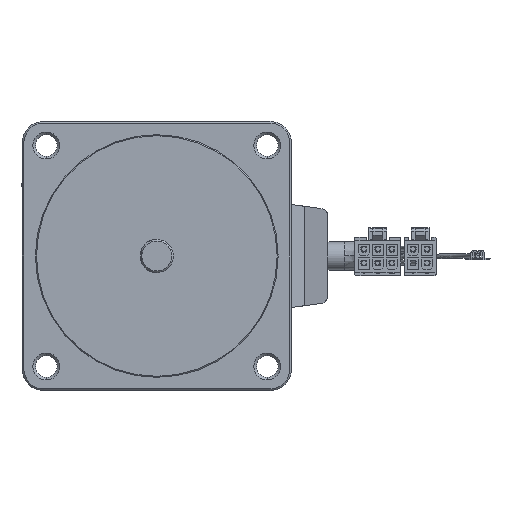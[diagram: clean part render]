
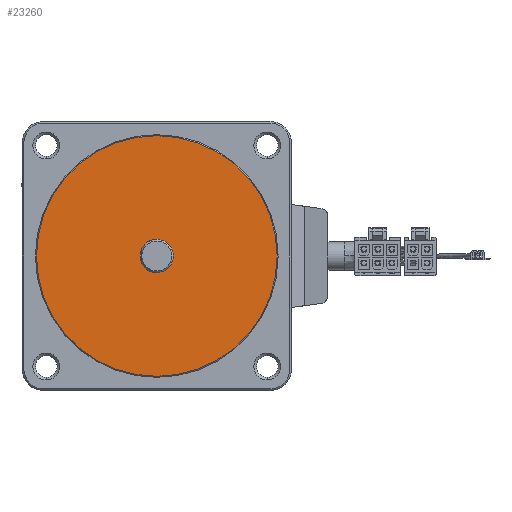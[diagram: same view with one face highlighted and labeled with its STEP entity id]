
A CAD part, left-side view. The second image highlights one B-rep face of the part: STEP entity #23260.
In plain terms, the highlighted face is planar.
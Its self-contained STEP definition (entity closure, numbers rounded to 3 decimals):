
#1100 = ORIENTED_EDGE ( 'NONE', *, *, #6241, .F. ) ;
#1312 = CIRCLE ( 'NONE', #21771, 5. ) ;
#3320 = CIRCLE ( 'NONE', #28908, 36.2 ) ;
#3841 = VERTEX_POINT ( 'NONE', #4101 ) ;
#4101 = CARTESIAN_POINT ( 'NONE',  ( 5., 0., -10. ) ) ;
#4250 = CARTESIAN_POINT ( 'NONE',  ( 0., 0., -10. ) ) ;
#4765 = DIRECTION ( 'NONE',  ( 0., 0., -1. ) ) ;
#5417 = AXIS2_PLACEMENT_3D ( 'NONE', #18123, #4765, #20378 ) ;
#6241 = EDGE_CURVE ( 'NONE', #10286, #27457, #3320, .T. ) ;
#6756 = EDGE_CURVE ( 'NONE', #27457, #10286, #9947, .T. ) ;
#7570 = CARTESIAN_POINT ( 'NONE',  ( -5., 0., -10. ) ) ;
#7710 = AXIS2_PLACEMENT_3D ( 'NONE', #4250, #24375, #10989 ) ;
#8146 = CARTESIAN_POINT ( 'NONE',  ( 0., 0., -10. ) ) ;
#8330 = VERTEX_POINT ( 'NONE', #7570 ) ;
#8462 = ORIENTED_EDGE ( 'NONE', *, *, #10967, .F. ) ;
#8727 = PLANE ( 'NONE',  #7710 ) ;
#8996 = FACE_OUTER_BOUND ( 'NONE', #13181, .T. ) ;
#9947 = CIRCLE ( 'NONE', #17306, 36.2 ) ;
#10286 = VERTEX_POINT ( 'NONE', #26197 ) ;
#10406 = FACE_BOUND ( 'NONE', #18136, .T. ) ;
#10410 = DIRECTION ( 'NONE',  ( 1., 0., 0. ) ) ;
#10775 = CARTESIAN_POINT ( 'NONE',  ( 0., 0., -10. ) ) ;
#10967 = EDGE_CURVE ( 'NONE', #8330, #3841, #24157, .T. ) ;
#10989 = DIRECTION ( 'NONE',  ( 1., 0., 0. ) ) ;
#11973 = DIRECTION ( 'NONE',  ( 0., 0., 1. ) ) ;
#12763 = ORIENTED_EDGE ( 'NONE', *, *, #6756, .F. ) ;
#13018 = DIRECTION ( 'NONE',  ( 1., 0., 0. ) ) ;
#13181 = EDGE_LOOP ( 'NONE', ( #12763, #1100 ) ) ;
#13371 = ORIENTED_EDGE ( 'NONE', *, *, #23091, .F. ) ;
#13827 = CARTESIAN_POINT ( 'NONE',  ( 36.2, 0., -10. ) ) ;
#17306 = AXIS2_PLACEMENT_3D ( 'NONE', #10775, #26413, #13018 ) ;
#18123 = CARTESIAN_POINT ( 'NONE',  ( 0., 0., -10. ) ) ;
#18136 = EDGE_LOOP ( 'NONE', ( #13371, #8462 ) ) ;
#20378 = DIRECTION ( 'NONE',  ( 1., 0., 0. ) ) ;
#21771 = AXIS2_PLACEMENT_3D ( 'NONE', #8146, #23784, #10410 ) ;
#23091 = EDGE_CURVE ( 'NONE', #3841, #8330, #1312, .T. ) ;
#23260 = ADVANCED_FACE ( 'NONE', ( #10406, #8996 ), #8727, .F. ) ;
#23784 = DIRECTION ( 'NONE',  ( 0., 0., -1. ) ) ;
#24157 = CIRCLE ( 'NONE', #5417, 5. ) ;
#24375 = DIRECTION ( 'NONE',  ( 0., 0., 1. ) ) ;
#25383 = CARTESIAN_POINT ( 'NONE',  ( 0., 0., -10. ) ) ;
#26197 = CARTESIAN_POINT ( 'NONE',  ( -36.2, 0., -10. ) ) ;
#26413 = DIRECTION ( 'NONE',  ( 0., 0., 1. ) ) ;
#27457 = VERTEX_POINT ( 'NONE', #13827 ) ;
#27595 = DIRECTION ( 'NONE',  ( 1., 0., 0. ) ) ;
#28908 = AXIS2_PLACEMENT_3D ( 'NONE', #25383, #11973, #27595 ) ;
